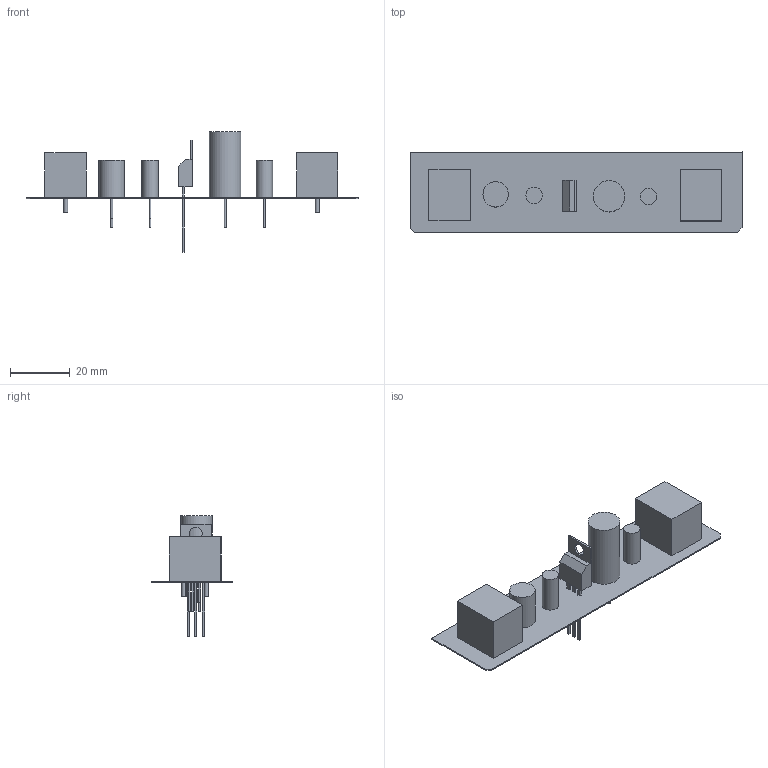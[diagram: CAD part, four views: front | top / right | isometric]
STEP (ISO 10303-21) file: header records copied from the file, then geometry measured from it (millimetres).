
FILE_DESCRIPTION(('Open CASCADE Model'),'2;1');
FILE_NAME('Open CASCADE Shape Model','2024-03-20T11:02:20',('Author'),( 'Open CASCADE'),'Open CASCADE STEP processor 7.5','Open CASCADE 7.5' ,'Unknown');
FILE_SCHEMA(('AUTOMOTIVE_DESIGN { 1 0 10303 214 1 1 1 1 }'));
Length unit declared in the file: millimetre
Products named in the file (33): PCB; Board; Open CASCADE STEP translator 7.5 1.1.1; J2; 5926600688; Body; Leads; J1; IC1; 5926603168; Tab; PinsArray; C4; 5926603408; SimpleBody; Pin1; Pin2; C3; 5926600208; C2; 5926602768; C1; 5926602288
Assembly tree (33 placements, depth 4):
  PCB
    Board
      Open CASCADE STEP translator 7.5 1.1.1
    J2
      5926600688
        Body
        Leads
    J1
      5926600688
        Body
        Leads
    IC1
      5926603168
        Tab
        Body
        PinsArray
    C4
      5926603408
        SimpleBody
        Pin1
        Pin2
    C3
      5926600208
        SimpleBody
        Pin1
        Pin2
    C2
      5926602768
        SimpleBody
        Pin1
        Pin2
    C1
      5926602288
        SimpleBody
        Pin1
        Pin2
Bounding box: 110.74 x 26.92 x 40.2 mm (x, y, z)
Volume: 11967.3 mm3; surface area: 11591 mm2
Topology: 24 solids, 24 shells, 113 faces, 195 edges, 130 vertices
Faces by surface type: plane 96, cylinder 17
Full cylindrical faces by diameter (mm): 0.5 x4, 0.65 x4, 1.4 x4, 4.267 x1, 5.5 x2, 8.5 x1, 10.5 x1
Entity records: 3169 total; most frequent: DIRECTION 477, CARTESIAN_POINT 430, ORIENTED_EDGE 354, EDGE_CURVE 177, AXIS2_PLACEMENT_3D 165, LINE 147, VECTOR 147, VERTEX_POINT 118
